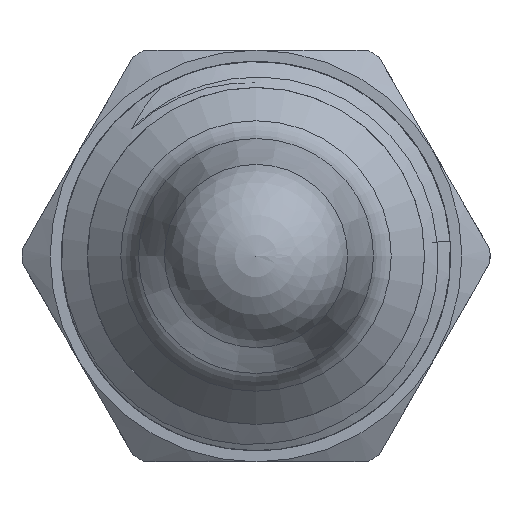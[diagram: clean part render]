
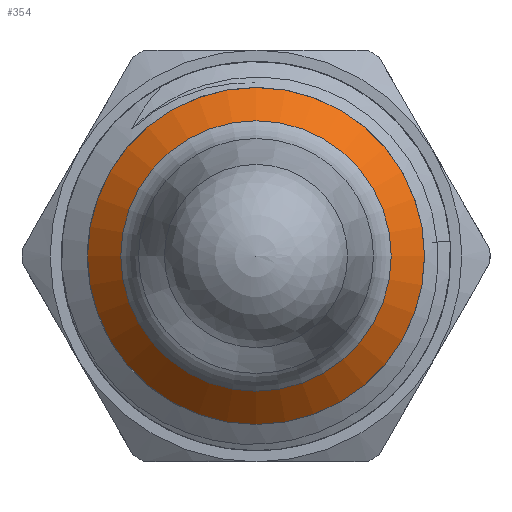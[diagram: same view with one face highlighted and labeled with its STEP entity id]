
A CAD part, left-side view. The second image highlights one B-rep face of the part: STEP entity #354.
In plain terms, the highlighted conical face has half-angle 45 degrees and reference radius 8.112 mm.
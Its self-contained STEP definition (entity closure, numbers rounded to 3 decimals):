
#203=CONICAL_SURFACE('',#1293,8.112,45.);
#354=ADVANCED_FACE('',(#429,#430),#203,.T.);
#429=FACE_BOUND('',#541,.T.);
#430=FACE_BOUND('',#542,.T.);
#541=EDGE_LOOP('',(#792));
#542=EDGE_LOOP('',(#793));
#792=ORIENTED_EDGE('',*,*,#1115,.T.);
#793=ORIENTED_EDGE('',*,*,#1102,.F.);
#971=VERTEX_POINT('',#2180);
#977=VERTEX_POINT('',#3181);
#1102=EDGE_CURVE('',#971,#971,#1205,.T.);
#1115=EDGE_CURVE('',#977,#977,#1206,.T.);
#1205=CIRCLE('',#1290,9.);
#1206=CIRCLE('',#1292,7.225);
#1290=AXIS2_PLACEMENT_3D('',#2179,#1480,#1481);
#1292=AXIS2_PLACEMENT_3D('',#3180,#1484,#1485);
#1293=AXIS2_PLACEMENT_3D('',#3182,#1486,#1487);
#1480=DIRECTION('',(1.,0.,0.));
#1481=DIRECTION('',(0.,-1.,0.));
#1484=DIRECTION('',(1.,0.,0.));
#1485=DIRECTION('',(0.,-1.,0.));
#1486=DIRECTION('',(1.,0.,0.));
#1487=DIRECTION('',(0.,1.,0.));
#2179=CARTESIAN_POINT('',(-2.,12.5,-12.5));
#2180=CARTESIAN_POINT('',(-2.,3.5,-12.5));
#3180=CARTESIAN_POINT('',(-3.775,12.5,-12.5));
#3181=CARTESIAN_POINT('',(-3.775,5.275,-12.5));
#3182=CARTESIAN_POINT('',(-2.888,12.5,-12.5));
